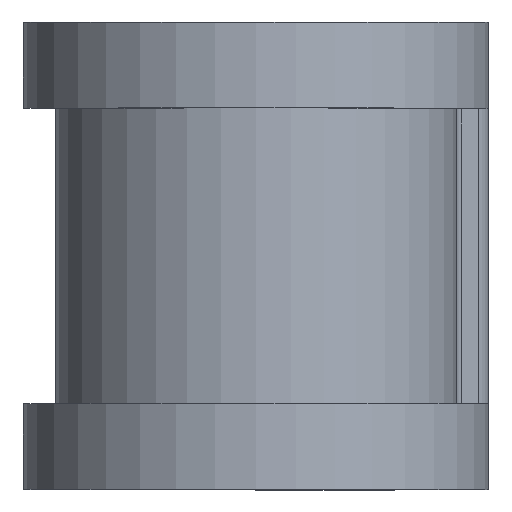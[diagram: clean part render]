
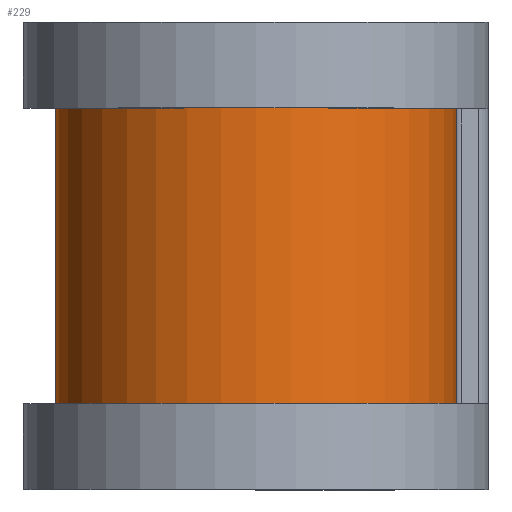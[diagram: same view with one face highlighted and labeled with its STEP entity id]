
A CAD part, top view. The second image highlights one B-rep face of the part: STEP entity #229.
In plain terms, the highlighted cylindrical face has radius 9.474 mm (diameter 18.948 mm), a partial arc.
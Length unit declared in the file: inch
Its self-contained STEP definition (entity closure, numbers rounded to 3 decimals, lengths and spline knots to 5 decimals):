
#19 = DIRECTION ( 'NONE',  ( 0., -1., 0. ) ) ;
#39 = CARTESIAN_POINT ( 'NONE',  ( 0., 0.275, 0. ) ) ;
#93 = CIRCLE ( 'NONE', #1573, 0.373 ) ;
#113 = DIRECTION ( 'NONE',  ( 0., -1., 0. ) ) ;
#119 = CARTESIAN_POINT ( 'NONE',  ( 0., 0.375, -0.373 ) ) ;
#120 = DIRECTION ( 'NONE',  ( 0., 0., -1. ) ) ;
#149 = CARTESIAN_POINT ( 'NONE',  ( 0., 0.375, 0. ) ) ;
#182 = AXIS2_PLACEMENT_3D ( 'NONE', #149, #19, #1055 ) ;
#221 = EDGE_CURVE ( 'NONE', #597, #609, #93, .T. ) ;
#229 = ADVANCED_FACE ( 'NONE', ( #445 ), #407, .T. ) ;
#396 = CARTESIAN_POINT ( 'NONE',  ( 0.373, -0.275, 0. ) ) ;
#407 = CYLINDRICAL_SURFACE ( 'NONE', #182, 0.373 ) ;
#423 = ORIENTED_EDGE ( 'NONE', *, *, #1128, .F. ) ;
#445 = FACE_OUTER_BOUND ( 'NONE', #572, .T. ) ;
#572 = EDGE_LOOP ( 'NONE', ( #423, #880, #1566, #1272 ) ) ;
#597 = VERTEX_POINT ( 'NONE', #1345 ) ;
#602 = CARTESIAN_POINT ( 'NONE',  ( 0., -0.275, 0. ) ) ;
#609 = VERTEX_POINT ( 'NONE', #946 ) ;
#729 = DIRECTION ( 'NONE',  ( 0., 0., -1. ) ) ;
#764 = EDGE_CURVE ( 'NONE', #609, #942, #1018, .T. ) ;
#870 = CARTESIAN_POINT ( 'NONE',  ( 0., -0.275, -0.373 ) ) ;
#880 = ORIENTED_EDGE ( 'NONE', *, *, #221, .T. ) ;
#896 = CARTESIAN_POINT ( 'NONE',  ( 0.373, 0.375, 0. ) ) ;
#942 = VERTEX_POINT ( 'NONE', #870 ) ;
#946 = CARTESIAN_POINT ( 'NONE',  ( 0., 0.275, -0.373 ) ) ;
#1018 = LINE ( 'NONE', #119, #1095 ) ;
#1055 = DIRECTION ( 'NONE',  ( 0., 0., -1. ) ) ;
#1058 = EDGE_CURVE ( 'NONE', #1398, #942, #1160, .T. ) ;
#1084 = DIRECTION ( 'NONE',  ( 0., -1., 0. ) ) ;
#1095 = VECTOR ( 'NONE', #1084, 39.37008 ) ;
#1128 = EDGE_CURVE ( 'NONE', #597, #1398, #1629, .T. ) ;
#1160 = CIRCLE ( 'NONE', #1718, 0.373 ) ;
#1267 = VECTOR ( 'NONE', #1713, 39.37008 ) ;
#1272 = ORIENTED_EDGE ( 'NONE', *, *, #1058, .F. ) ;
#1345 = CARTESIAN_POINT ( 'NONE',  ( 0.373, 0.275, 0. ) ) ;
#1398 = VERTEX_POINT ( 'NONE', #396 ) ;
#1559 = DIRECTION ( 'NONE',  ( 0., -1., 0. ) ) ;
#1566 = ORIENTED_EDGE ( 'NONE', *, *, #764, .T. ) ;
#1573 = AXIS2_PLACEMENT_3D ( 'NONE', #39, #113, #120 ) ;
#1629 = LINE ( 'NONE', #896, #1267 ) ;
#1713 = DIRECTION ( 'NONE',  ( 0., -1., 0. ) ) ;
#1718 = AXIS2_PLACEMENT_3D ( 'NONE', #602, #1559, #729 ) ;
